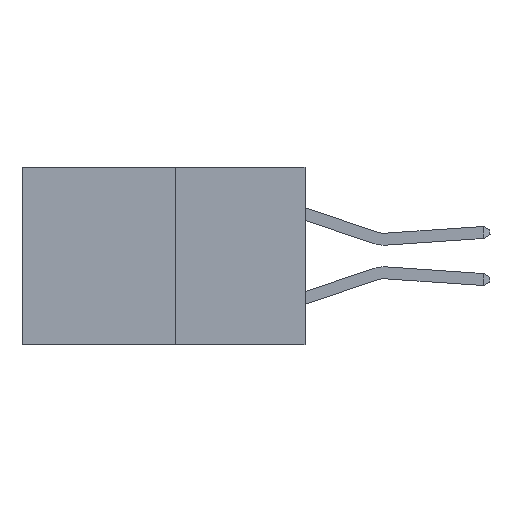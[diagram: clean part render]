
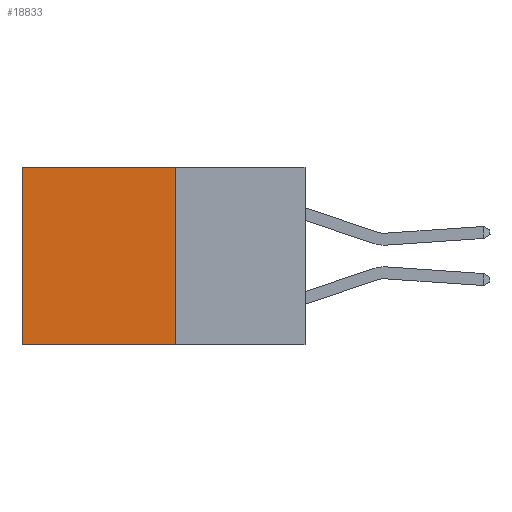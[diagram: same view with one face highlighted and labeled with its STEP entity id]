
A CAD part, left-side view. The second image highlights one B-rep face of the part: STEP entity #18833.
In plain terms, the highlighted planar face has unit normal (-1, 0, 0).
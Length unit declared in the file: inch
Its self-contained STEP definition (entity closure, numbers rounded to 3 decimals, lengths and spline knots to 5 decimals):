
#299 = VECTOR ( 'NONE', #13425, 39.37008 ) ;
#1754 = DIRECTION ( 'NONE',  ( 1., 0., 0. ) ) ;
#1853 = CARTESIAN_POINT ( 'NONE',  ( 0.277, 0.59, -0.37 ) ) ;
#2431 = EDGE_CURVE ( 'NONE', #18068, #7873, #15858, .T. ) ;
#2923 = FACE_OUTER_BOUND ( 'NONE', #23113, .T. ) ;
#4596 = VERTEX_POINT ( 'NONE', #6895 ) ;
#4754 = VERTEX_POINT ( 'NONE', #7285 ) ;
#5142 = EDGE_CURVE ( 'NONE', #4754, #4596, #5376, .T. ) ;
#5376 = LINE ( 'NONE', #13646, #10194 ) ;
#6392 = ORIENTED_EDGE ( 'NONE', *, *, #8484, .T. ) ;
#6860 = CARTESIAN_POINT ( 'NONE',  ( 0.277, 0.59, 0. ) ) ;
#6895 = CARTESIAN_POINT ( 'NONE',  ( 0.277, 0.27, -0.37 ) ) ;
#7154 = DIRECTION ( 'NONE',  ( 0., 1., 0. ) ) ;
#7285 = CARTESIAN_POINT ( 'NONE',  ( 0.277, 0.27, 0. ) ) ;
#7873 = VERTEX_POINT ( 'NONE', #1853 ) ;
#7965 = ORIENTED_EDGE ( 'NONE', *, *, #21214, .F. ) ;
#8484 = EDGE_CURVE ( 'NONE', #4754, #18068, #20614, .T. ) ;
#9648 = ORIENTED_EDGE ( 'NONE', *, *, #2431, .T. ) ;
#10194 = VECTOR ( 'NONE', #17354, 39.37008 ) ;
#10916 = VECTOR ( 'NONE', #7154, 39.37008 ) ;
#11531 = VECTOR ( 'NONE', #21035, 39.37008 ) ;
#11575 = CARTESIAN_POINT ( 'NONE',  ( 0.277, 0.27, -0.37 ) ) ;
#12655 = CARTESIAN_POINT ( 'NONE',  ( 0.277, 0.27, -0.37 ) ) ;
#13425 = DIRECTION ( 'NONE',  ( 0., 1., 0. ) ) ;
#13646 = CARTESIAN_POINT ( 'NONE',  ( 0.277, 0.27, -0.37 ) ) ;
#14483 = DIRECTION ( 'NONE',  ( 0., 0., -1. ) ) ;
#14562 = AXIS2_PLACEMENT_3D ( 'NONE', #12655, #1754, #14483 ) ;
#15858 = LINE ( 'NONE', #21041, #11531 ) ;
#17354 = DIRECTION ( 'NONE',  ( 0., 0., -1. ) ) ;
#18068 = VERTEX_POINT ( 'NONE', #6860 ) ;
#18833 = ADVANCED_FACE ( 'NONE', ( #2923 ), #23553, .F. ) ;
#19118 = LINE ( 'NONE', #11575, #299 ) ;
#20614 = LINE ( 'NONE', #23476, #10916 ) ;
#21035 = DIRECTION ( 'NONE',  ( 0., 0., -1. ) ) ;
#21041 = CARTESIAN_POINT ( 'NONE',  ( 0.277, 0.59, -0.37 ) ) ;
#21214 = EDGE_CURVE ( 'NONE', #4596, #7873, #19118, .T. ) ;
#23113 = EDGE_LOOP ( 'NONE', ( #9648, #7965, #23529, #6392 ) ) ;
#23476 = CARTESIAN_POINT ( 'NONE',  ( 0.277, 0.27, 0. ) ) ;
#23529 = ORIENTED_EDGE ( 'NONE', *, *, #5142, .F. ) ;
#23553 = PLANE ( 'NONE',  #14562 ) ;
